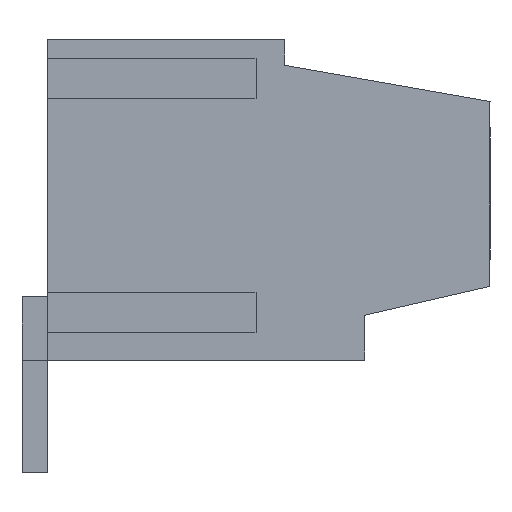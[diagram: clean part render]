
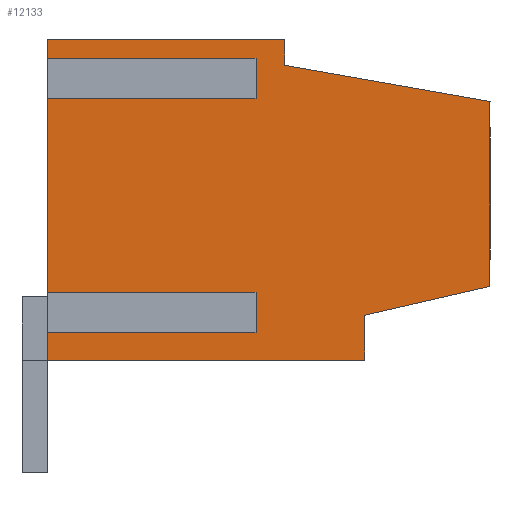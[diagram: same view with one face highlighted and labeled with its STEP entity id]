
A CAD part, left-side view. The second image highlights one B-rep face of the part: STEP entity #12133.
In plain terms, the highlighted planar face has unit normal (-1, 0, 0).
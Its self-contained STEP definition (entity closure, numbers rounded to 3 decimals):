
#12070=AXIS2_PLACEMENT_3D('Plane Axis2P3D',#12067,#12068,#12069) ;
#11028=CARTESIAN_POINT('Vertex',(0.55,13.8,3.5)) ;
#11031=CARTESIAN_POINT('Line Origine',(0.55,13.8,4.097)) ;
#11035=CARTESIAN_POINT('Vertex',(0.55,13.8,4.694)) ;
#11056=CARTESIAN_POINT('Vertex',(0.55,13.8,5.306)) ;
#11059=CARTESIAN_POINT('Line Origine',(0.55,13.8,8.65)) ;
#11063=CARTESIAN_POINT('Vertex',(0.55,13.8,11.994)) ;
#11084=CARTESIAN_POINT('Vertex',(0.55,13.8,12.606)) ;
#11087=CARTESIAN_POINT('Line Origine',(0.55,13.8,13.053)) ;
#11091=CARTESIAN_POINT('Vertex',(0.55,13.8,13.5)) ;
#11539=CARTESIAN_POINT('Line Origine',(0.55,10.1,13.5)) ;
#11543=CARTESIAN_POINT('Vertex',(0.55,6.4,13.5)) ;
#11632=CARTESIAN_POINT('Line Origine',(0.55,6.4,13.1)) ;
#11636=CARTESIAN_POINT('Vertex',(0.55,6.4,12.7)) ;
#11657=CARTESIAN_POINT('Line Origine',(0.55,3.2,12.136)) ;
#11661=CARTESIAN_POINT('Vertex',(0.55,0.,11.572)) ;
#11682=CARTESIAN_POINT('Line Origine',(0.55,0.,8.686)) ;
#11686=CARTESIAN_POINT('Vertex',(0.55,0.,5.8)) ;
#11827=CARTESIAN_POINT('Line Origine',(0.55,1.95,5.35)) ;
#11831=CARTESIAN_POINT('Vertex',(0.55,3.9,4.9)) ;
#11962=CARTESIAN_POINT('Vertex',(0.55,3.9,3.5)) ;
#11965=CARTESIAN_POINT('Line Origine',(0.55,8.85,3.5)) ;
#12067=CARTESIAN_POINT('Axis2P3D Location',(0.55,14.6,0.)) ;
#12072=CARTESIAN_POINT('Line Origine',(0.55,10.55,5.306)) ;
#12076=CARTESIAN_POINT('Vertex',(0.55,7.3,5.306)) ;
#12079=CARTESIAN_POINT('Line Origine',(0.55,7.3,5.)) ;
#12083=CARTESIAN_POINT('Vertex',(0.55,7.3,4.694)) ;
#12086=CARTESIAN_POINT('Line Origine',(0.55,10.55,4.694)) ;
#12091=CARTESIAN_POINT('Line Origine',(0.55,3.9,4.2)) ;
#12096=CARTESIAN_POINT('Line Origine',(0.55,10.55,12.606)) ;
#12100=CARTESIAN_POINT('Vertex',(0.55,7.3,12.606)) ;
#12103=CARTESIAN_POINT('Line Origine',(0.55,7.3,12.3)) ;
#12107=CARTESIAN_POINT('Vertex',(0.55,7.3,11.994)) ;
#12110=CARTESIAN_POINT('Line Origine',(0.55,10.55,11.994)) ;
#11032=DIRECTION('Vector Direction',(0.,0.,-1.)) ;
#11060=DIRECTION('Vector Direction',(0.,0.,-1.)) ;
#11088=DIRECTION('Vector Direction',(0.,0.,-1.)) ;
#11540=DIRECTION('Vector Direction',(0.,1.,0.)) ;
#11633=DIRECTION('Vector Direction',(0.,0.,1.)) ;
#11658=DIRECTION('Vector Direction',(0.,0.985,0.174)) ;
#11683=DIRECTION('Vector Direction',(0.,0.,1.)) ;
#11828=DIRECTION('Vector Direction',(0.,-0.974,0.225)) ;
#11966=DIRECTION('Vector Direction',(0.,-1.,0.)) ;
#12068=DIRECTION('Axis2P3D Direction',(-1.,0.,0.)) ;
#12069=DIRECTION('Axis2P3D XDirection',(0.,1.,0.)) ;
#12073=DIRECTION('Vector Direction',(0.,-1.,0.)) ;
#12080=DIRECTION('Vector Direction',(0.,0.,-1.)) ;
#12087=DIRECTION('Vector Direction',(0.,-1.,0.)) ;
#12092=DIRECTION('Vector Direction',(0.,0.,1.)) ;
#12097=DIRECTION('Vector Direction',(0.,-1.,0.)) ;
#12104=DIRECTION('Vector Direction',(0.,0.,-1.)) ;
#12111=DIRECTION('Vector Direction',(0.,-1.,0.)) ;
#11033=VECTOR('Line Direction',#11032,1.) ;
#11061=VECTOR('Line Direction',#11060,1.) ;
#11089=VECTOR('Line Direction',#11088,1.) ;
#11541=VECTOR('Line Direction',#11540,1.) ;
#11634=VECTOR('Line Direction',#11633,1.) ;
#11659=VECTOR('Line Direction',#11658,1.) ;
#11684=VECTOR('Line Direction',#11683,1.) ;
#11829=VECTOR('Line Direction',#11828,1.) ;
#11967=VECTOR('Line Direction',#11966,1.) ;
#12074=VECTOR('Line Direction',#12073,1.) ;
#12081=VECTOR('Line Direction',#12080,1.) ;
#12088=VECTOR('Line Direction',#12087,1.) ;
#12093=VECTOR('Line Direction',#12092,1.) ;
#12098=VECTOR('Line Direction',#12097,1.) ;
#12105=VECTOR('Line Direction',#12104,1.) ;
#12112=VECTOR('Line Direction',#12111,1.) ;
#12116=ORIENTED_EDGE('',*,*,#11065,.T.) ;
#12117=ORIENTED_EDGE('',*,*,#12078,.T.) ;
#12118=ORIENTED_EDGE('',*,*,#12085,.T.) ;
#12119=ORIENTED_EDGE('',*,*,#12090,.F.) ;
#12120=ORIENTED_EDGE('',*,*,#11037,.T.) ;
#12121=ORIENTED_EDGE('',*,*,#11969,.T.) ;
#12122=ORIENTED_EDGE('',*,*,#12095,.T.) ;
#12123=ORIENTED_EDGE('',*,*,#11833,.T.) ;
#12124=ORIENTED_EDGE('',*,*,#11688,.T.) ;
#12125=ORIENTED_EDGE('',*,*,#11663,.T.) ;
#12126=ORIENTED_EDGE('',*,*,#11638,.T.) ;
#12127=ORIENTED_EDGE('',*,*,#11545,.T.) ;
#12128=ORIENTED_EDGE('',*,*,#11093,.T.) ;
#12129=ORIENTED_EDGE('',*,*,#12102,.T.) ;
#12130=ORIENTED_EDGE('',*,*,#12109,.T.) ;
#12131=ORIENTED_EDGE('',*,*,#12114,.F.) ;
#12133=ADVANCED_FACE('HOUSING',(#12132),#12071,.T.) ;
#11037=EDGE_CURVE('',#11036,#11029,#11034,.T.) ;
#11065=EDGE_CURVE('',#11064,#11057,#11062,.T.) ;
#11093=EDGE_CURVE('',#11092,#11085,#11090,.T.) ;
#11545=EDGE_CURVE('',#11544,#11092,#11542,.T.) ;
#11638=EDGE_CURVE('',#11637,#11544,#11635,.T.) ;
#11663=EDGE_CURVE('',#11662,#11637,#11660,.T.) ;
#11688=EDGE_CURVE('',#11687,#11662,#11685,.T.) ;
#11833=EDGE_CURVE('',#11832,#11687,#11830,.T.) ;
#11969=EDGE_CURVE('',#11029,#11963,#11968,.T.) ;
#12078=EDGE_CURVE('',#11057,#12077,#12075,.T.) ;
#12085=EDGE_CURVE('',#12077,#12084,#12082,.T.) ;
#12090=EDGE_CURVE('',#11036,#12084,#12089,.T.) ;
#12095=EDGE_CURVE('',#11963,#11832,#12094,.T.) ;
#12102=EDGE_CURVE('',#11085,#12101,#12099,.T.) ;
#12109=EDGE_CURVE('',#12101,#12108,#12106,.T.) ;
#12114=EDGE_CURVE('',#11064,#12108,#12113,.T.) ;
#12115=EDGE_LOOP('',(#12116,#12117,#12118,#12119,#12120,#12121,#12122,#12123,#12124,#12125,#12126,#12127,#12128,#12129,#12130,#12131)) ;
#12132=FACE_OUTER_BOUND('',#12115,.T.) ;
#11034=LINE('Line',#11031,#11033) ;
#11062=LINE('Line',#11059,#11061) ;
#11090=LINE('Line',#11087,#11089) ;
#11542=LINE('Line',#11539,#11541) ;
#11635=LINE('Line',#11632,#11634) ;
#11660=LINE('Line',#11657,#11659) ;
#11685=LINE('Line',#11682,#11684) ;
#11830=LINE('Line',#11827,#11829) ;
#11968=LINE('Line',#11965,#11967) ;
#12075=LINE('Line',#12072,#12074) ;
#12082=LINE('Line',#12079,#12081) ;
#12089=LINE('Line',#12086,#12088) ;
#12094=LINE('Line',#12091,#12093) ;
#12099=LINE('Line',#12096,#12098) ;
#12106=LINE('Line',#12103,#12105) ;
#12113=LINE('Line',#12110,#12112) ;
#12071=PLANE('',#12070) ;
#11029=VERTEX_POINT('',#11028) ;
#11036=VERTEX_POINT('',#11035) ;
#11057=VERTEX_POINT('',#11056) ;
#11064=VERTEX_POINT('',#11063) ;
#11085=VERTEX_POINT('',#11084) ;
#11092=VERTEX_POINT('',#11091) ;
#11544=VERTEX_POINT('',#11543) ;
#11637=VERTEX_POINT('',#11636) ;
#11662=VERTEX_POINT('',#11661) ;
#11687=VERTEX_POINT('',#11686) ;
#11832=VERTEX_POINT('',#11831) ;
#11963=VERTEX_POINT('',#11962) ;
#12077=VERTEX_POINT('',#12076) ;
#12084=VERTEX_POINT('',#12083) ;
#12101=VERTEX_POINT('',#12100) ;
#12108=VERTEX_POINT('',#12107) ;
